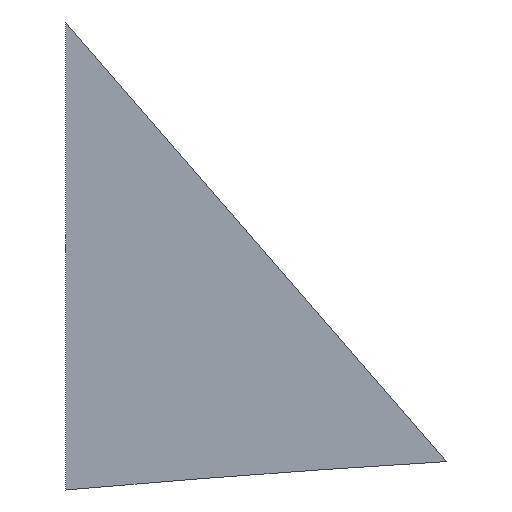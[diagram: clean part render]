
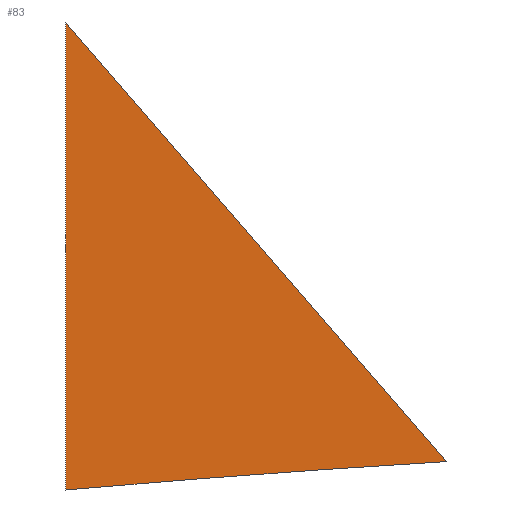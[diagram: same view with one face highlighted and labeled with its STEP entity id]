
A CAD part, front view. The second image highlights one B-rep face of the part: STEP entity #83.
In plain terms, the highlighted planar face has unit normal (0, -1, 0).
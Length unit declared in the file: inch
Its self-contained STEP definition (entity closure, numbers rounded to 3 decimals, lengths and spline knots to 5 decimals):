
#18=PLANE('',#104);
#23=FACE_OUTER_BOUND('',#28,.T.);
#28=EDGE_LOOP('',(#75,#76,#77));
#31=LINE('',#140,#38);
#34=LINE('',#145,#41);
#38=VECTOR('',#117,0.3937);
#41=VECTOR('',#122,0.3937);
#43=CIRCLE('',#99,1170.125);
#45=VERTEX_POINT('',#130);
#46=VERTEX_POINT('',#131);
#49=VERTEX_POINT('',#139);
#51=EDGE_CURVE('',#45,#46,#43,.T.);
#55=EDGE_CURVE('',#46,#49,#31,.T.);
#58=EDGE_CURVE('',#45,#49,#34,.T.);
#75=ORIENTED_EDGE('',*,*,#58,.F.);
#76=ORIENTED_EDGE('',*,*,#51,.T.);
#77=ORIENTED_EDGE('',*,*,#55,.T.);
#83=ADVANCED_FACE('',(#23),#18,.F.);
#99=AXIS2_PLACEMENT_3D('',#132,#109,#110);
#104=AXIS2_PLACEMENT_3D('',#148,#126,#127);
#109=DIRECTION('center_axis',(0.,1.,0.));
#110=DIRECTION('ref_axis',(-0.092,0.,0.996));
#117=DIRECTION('',(-0.655,0.,0.756));
#122=DIRECTION('',(0.,0.,1.));
#126=DIRECTION('center_axis',(0.,1.,0.));
#127=DIRECTION('ref_axis',(1.,0.,0.));
#130=CARTESIAN_POINT('',(-32.875,0.,-86.72146));
#131=CARTESIAN_POINT('',(-0.26032,0.,-84.29051));
#132=CARTESIAN_POINT('Origin',(70.39831,0.,-1252.28018));
#139=CARTESIAN_POINT('',(-32.875,0.,-46.65783));
#140=CARTESIAN_POINT('',(-0.26032,0.,-84.29051));
#145=CARTESIAN_POINT('',(-32.875,0.,-86.72146));
#148=CARTESIAN_POINT('Origin',(-16.56766,0.,-66.68964));
